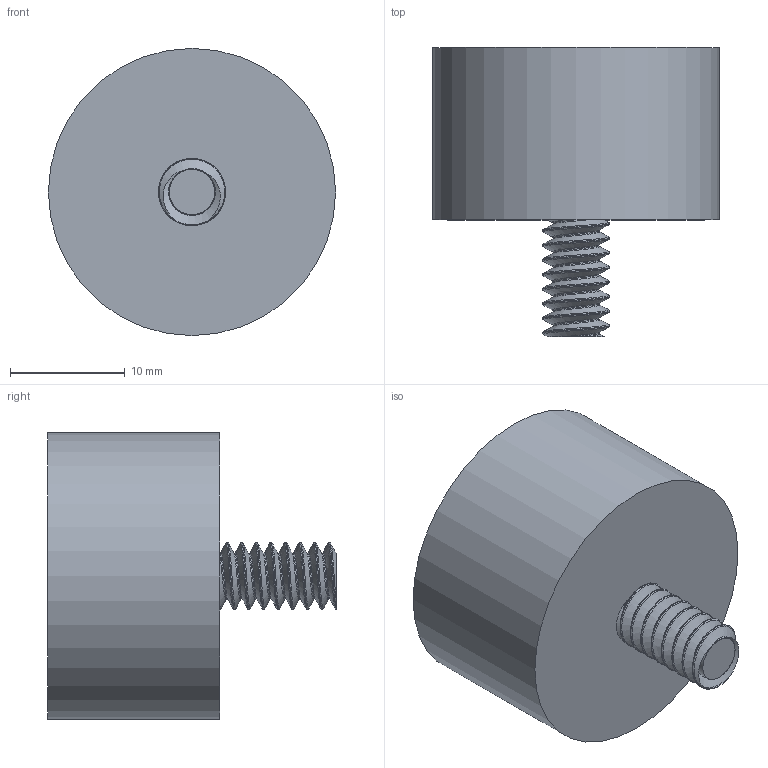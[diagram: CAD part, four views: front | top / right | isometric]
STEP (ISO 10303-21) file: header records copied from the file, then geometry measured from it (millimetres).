
FILE_DESCRIPTION(/* description */ (''),/* implementation_level */ '2;1');
FILE_NAME(/* name */ 'Tensile_test_top_adapter.stp',/* time_stamp */ '2023-09-20T14:58:53+09:00',/* author */ ('jsw'),/* organization */ (''),/* preprocessor_version */ 'ST-DEVELOPER v19.2',/* originating_system */ 'Autodesk Inventor 2024',/* authorisation */ '');
FILE_SCHEMA (('AUTOMOTIVE_DESIGN { 1 0 10303 214 3 1 1 }'));
Length unit declared in the file: millimetre
Products named in the file (1): Tensile_test_top_adapter
Bounding box: 25 x 25.16 x 25 mm (x, y, z)
Volume: 7361.8 mm3; surface area: 2814.9 mm2
Topology: 2 solids, 2 shells, 36 faces, 84 edges, 54 vertices
Faces by surface type: cylinder 18, plane 12, bspline 6
Full cylindrical faces by diameter (mm): 3.959 x2, 5.842 x7, 25 x1
Entity records: 4541 total; most frequent: CARTESIAN_POINT 3741, ORIENTED_EDGE 168, DIRECTION 127, EDGE_CURVE 84, VERTEX_POINT 54, AXIS2_PLACEMENT_3D 46, EDGE_LOOP 40, FACE_OUTER_BOUND 36
